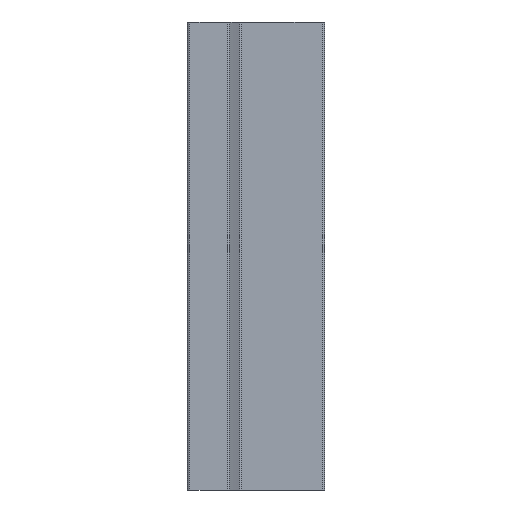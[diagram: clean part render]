
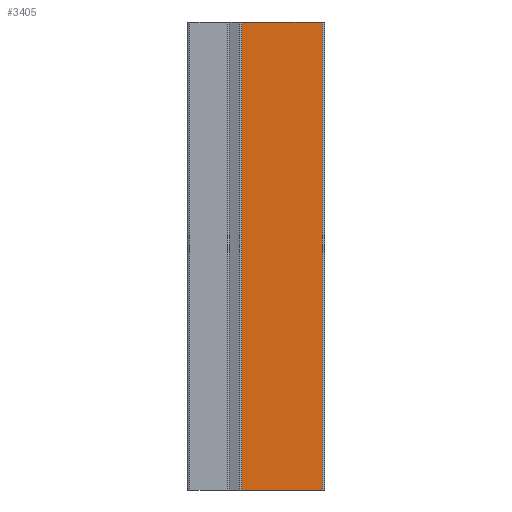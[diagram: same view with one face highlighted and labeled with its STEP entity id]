
A CAD part, left-side view. The second image highlights one B-rep face of the part: STEP entity #3405.
In plain terms, the highlighted face is planar.
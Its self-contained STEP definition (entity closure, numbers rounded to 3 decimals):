
#91=PLANE('',#3687);
#229=LINE('',#5609,#493);
#230=LINE('',#5611,#494);
#231=LINE('',#5613,#495);
#232=LINE('',#5615,#496);
#493=VECTOR('',#4260,1000.);
#494=VECTOR('',#4263,1000.);
#495=VECTOR('',#4264,1000.);
#496=VECTOR('',#4265,1000.);
#1072=ORIENTED_EDGE('',*,*,#1964,.F.);
#1073=ORIENTED_EDGE('',*,*,#1963,.F.);
#1074=ORIENTED_EDGE('',*,*,#1965,.T.);
#1075=ORIENTED_EDGE('',*,*,#1966,.T.);
#1963=EDGE_CURVE('',#2387,#2386,#229,.T.);
#1964=EDGE_CURVE('',#2386,#2388,#230,.T.);
#1965=EDGE_CURVE('',#2387,#2389,#231,.T.);
#1966=EDGE_CURVE('',#2389,#2388,#232,.T.);
#2386=VERTEX_POINT('',#5606);
#2387=VERTEX_POINT('',#5608);
#2388=VERTEX_POINT('',#5612);
#2389=VERTEX_POINT('',#5614);
#2709=EDGE_LOOP('',(#1072,#1073,#1074,#1075));
#3015=FACE_BOUND('',#2709,.T.);
#3405=ADVANCED_FACE('',(#3015),#91,.T.);
#3687=AXIS2_PLACEMENT_3D('',#5610,#4261,#4262);
#4260=DIRECTION('',(0.,0.,1.));
#4261=DIRECTION('',(1.,0.,0.));
#4262=DIRECTION('',(0.,0.,-1.));
#4263=DIRECTION('',(0.,1.,0.));
#4264=DIRECTION('',(0.,1.,0.));
#4265=DIRECTION('',(0.,0.,1.));
#5606=CARTESIAN_POINT('',(40.5,0.5,0.));
#5608=CARTESIAN_POINT('',(40.5,0.5,-99.));
#5609=CARTESIAN_POINT('',(40.5,0.5,-99.));
#5610=CARTESIAN_POINT('',(40.5,0.5,-99.));
#5611=CARTESIAN_POINT('',(40.5,0.5,0.));
#5612=CARTESIAN_POINT('',(40.5,17.535,0.));
#5613=CARTESIAN_POINT('',(40.5,0.5,-99.));
#5614=CARTESIAN_POINT('',(40.5,17.535,-99.));
#5615=CARTESIAN_POINT('',(40.5,17.535,-99.));
